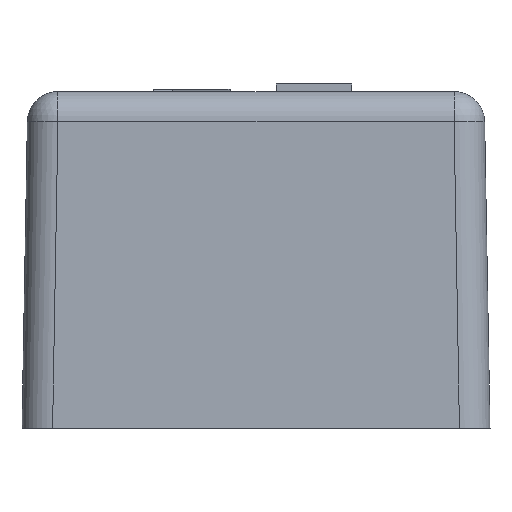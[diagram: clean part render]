
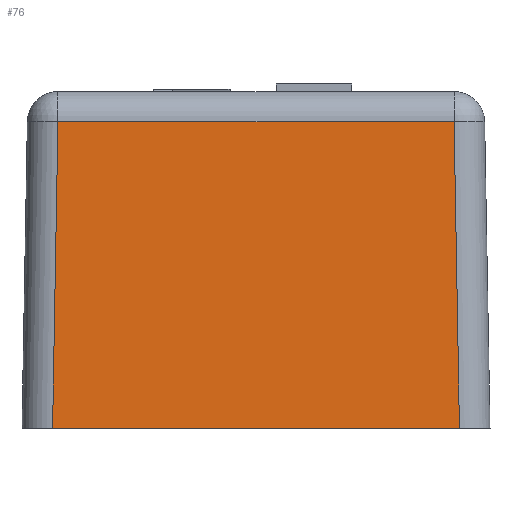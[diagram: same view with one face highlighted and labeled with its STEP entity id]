
A CAD part, left-side view. The second image highlights one B-rep face of the part: STEP entity #76.
In plain terms, the highlighted planar face has unit normal (-1, 0, 0.018).
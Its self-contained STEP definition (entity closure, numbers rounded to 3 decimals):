
#76 = ADVANCED_FACE( '', ( #170 ), #171, .T. );
#170 = FACE_OUTER_BOUND( '', #348, .T. );
#171 = PLANE( '', #349 );
#348 = EDGE_LOOP( '', ( #576, #577, #578, #579 ) );
#349 = AXIS2_PLACEMENT_3D( '', #580, #581, #582 );
#576 = ORIENTED_EDGE( '', *, *, #1278, .T. );
#577 = ORIENTED_EDGE( '', *, *, #1279, .T. );
#578 = ORIENTED_EDGE( '', *, *, #1280, .T. );
#579 = ORIENTED_EDGE( '', *, *, #1281, .T. );
#580 = CARTESIAN_POINT( '', ( -15.3, -15.3, 0. ) );
#581 = DIRECTION( '', ( -1., 0., 0.017 ) );
#582 = DIRECTION( '', ( 0.017, 0., 1. ) );
#1278 = EDGE_CURVE( '', #1534, #1535, #1536, .T. );
#1279 = EDGE_CURVE( '', #1535, #1537, #1538, .F. );
#1280 = EDGE_CURVE( '', #1537, #1539, #1540, .F. );
#1281 = EDGE_CURVE( '', #1539, #1534, #1541, .F. );
#1534 = VERTEX_POINT( '', #1980 );
#1535 = VERTEX_POINT( '', #1981 );
#1536 = LINE( '', #1982, #1983 );
#1537 = VERTEX_POINT( '', #1984 );
#1538 = LINE( '', #1985, #1986 );
#1539 = VERTEX_POINT( '', #1987 );
#1540 = LINE( '', #1988, #1989 );
#1541 = LINE( '', #1990, #1991 );
#1980 = CARTESIAN_POINT( '', ( -15.3, -13.3, 0. ) );
#1981 = CARTESIAN_POINT( '', ( -14.95, -12.951, 20.035 ) );
#1982 = CARTESIAN_POINT( '', ( -15.301, -13.301, -0.035 ) );
#1983 = VECTOR( '', #2450, 1000. );
#1984 = CARTESIAN_POINT( '', ( -14.95, 12.951, 20.035 ) );
#1985 = CARTESIAN_POINT( '', ( -14.95, 12.916, 20.035 ) );
#1986 = VECTOR( '', #2451, 1000. );
#1987 = CARTESIAN_POINT( '', ( -15.3, 13.3, 0. ) );
#1988 = CARTESIAN_POINT( '', ( -15.291, 13.292, 0.499 ) );
#1989 = VECTOR( '', #2452, 1000. );
#1990 = CARTESIAN_POINT( '', ( -15.3, -15.3, 0. ) );
#1991 = VECTOR( '', #2453, 1000. );
#2450 = DIRECTION( '', ( 0.017, 0.017, 1. ) );
#2451 = DIRECTION( '', ( 0., -1., 0. ) );
#2452 = DIRECTION( '', ( 0.017, -0.017, 1. ) );
#2453 = DIRECTION( '', ( 0., 1., 0. ) );
